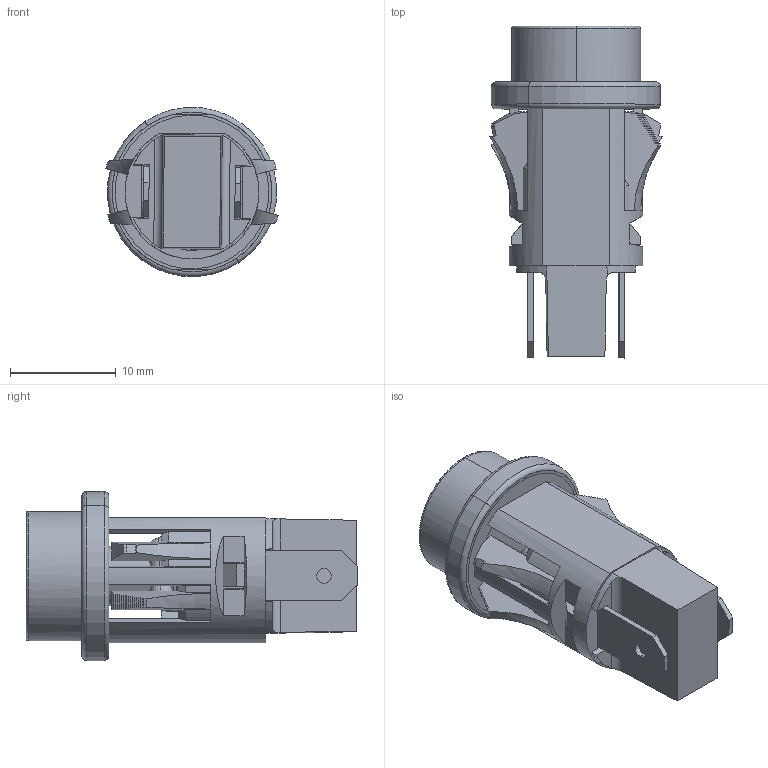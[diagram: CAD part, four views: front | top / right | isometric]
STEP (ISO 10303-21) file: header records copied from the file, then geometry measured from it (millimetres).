
FILE_DESCRIPTION (( 'STEP AP203' ), '1' );
FILE_NAME ('1050QA, 1051QA, 1052QA, 1053QA OMNI-GLOW.STEP', '2017-03-06T20:39:44', ( '' ), ( '' ), 'SwSTEP 2.0', 'SolidWorks 2016', '' );
FILE_SCHEMA (( 'CONFIG_CONTROL_DESIGN' ));
Length unit declared in the file: inch
Products named in the file (7): sample for assy; 1050QA, 1051QA, 1052QA, 1053QA OMNI-GLOW; E14065,6-A - C8185; E53911-A; MB0460S; MT4469T - C9470_Bend for General ASSY; LN2730_LN2730 for B7748
Assembly tree (7 placements, depth 2):
  1050QA, 1051QA, 1052QA, 1053QA OMNI-GLOW
    E14065,6-A - C8185
    E53911-A
    MB0460S
    MT4469T - C9470_Bend for General ASSY  x2
    LN2730_LN2730 for B7748
    sample for assy
Bounding box: 16.28 x 31.34 x 15.97 mm (x, y, z)
Volume: 1996.6 mm3; surface area: 4247.1 mm2
Topology: 7 solids, 8 shells, 381 faces, 1038 edges, 662 vertices
Faces by surface type: plane 195, cylinder 108, torus 40, cone 18, sphere 10, bspline 10
Entity records: 12515 total; most frequent: CARTESIAN_POINT 2960, DIRECTION 1864, ORIENTED_EDGE 1862, EDGE_CURVE 931, AXIS2_PLACEMENT_3D 677, VERTEX_POINT 599, VECTOR 510, LINE 510
